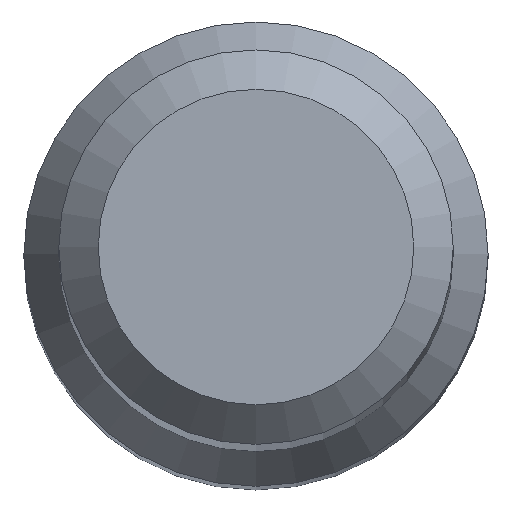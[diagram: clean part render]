
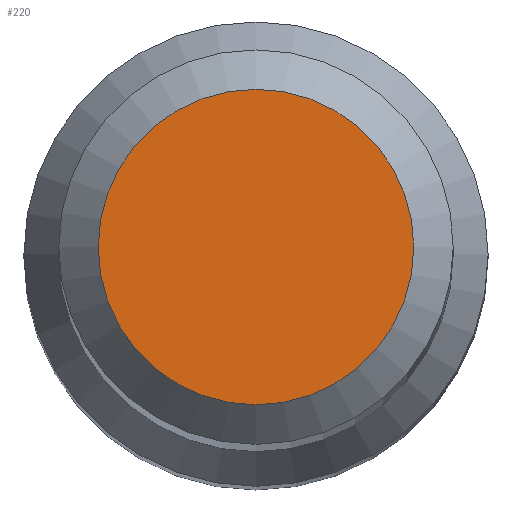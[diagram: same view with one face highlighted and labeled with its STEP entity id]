
A CAD part, top view. The second image highlights one B-rep face of the part: STEP entity #220.
In plain terms, the highlighted planar face has unit normal (0, 0, 1).
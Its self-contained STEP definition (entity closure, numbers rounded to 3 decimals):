
#4 = DIRECTION ( 'NONE',  ( 0., 1., 0. ) ) ;
#18 = CIRCLE ( 'NONE', #84, 1.6 ) ;
#31 = DIRECTION ( 'NONE',  ( 0., 0., -1. ) ) ;
#44 = FACE_OUTER_BOUND ( 'NONE', #242, .T. ) ;
#50 = DIRECTION ( 'NONE',  ( 0., 0., -1. ) ) ;
#62 = EDGE_CURVE ( 'NONE', #208, #208, #18, .T. ) ;
#73 = ORIENTED_EDGE ( 'NONE', *, *, #62, .F. ) ;
#84 = AXIS2_PLACEMENT_3D ( 'NONE', #192, #50, #4 ) ;
#106 = DIRECTION ( 'NONE',  ( 0., 1., 0. ) ) ;
#122 = PLANE ( 'NONE',  #143 ) ;
#143 = AXIS2_PLACEMENT_3D ( 'NONE', #211, #31, #106 ) ;
#153 = CARTESIAN_POINT ( 'NONE',  ( 0., 1.6, 63. ) ) ;
#192 = CARTESIAN_POINT ( 'NONE',  ( 0., 0., 63. ) ) ;
#208 = VERTEX_POINT ( 'NONE', #153 ) ;
#211 = CARTESIAN_POINT ( 'NONE',  ( 0., 0., 63. ) ) ;
#220 = ADVANCED_FACE ( 'NONE', ( #44 ), #122, .F. ) ;
#242 = EDGE_LOOP ( 'NONE', ( #73 ) ) ;
